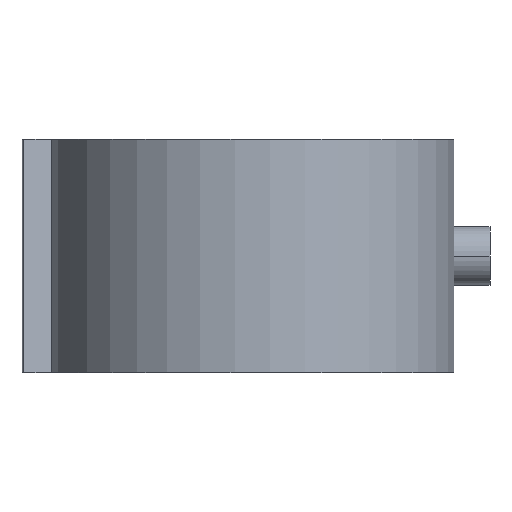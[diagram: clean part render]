
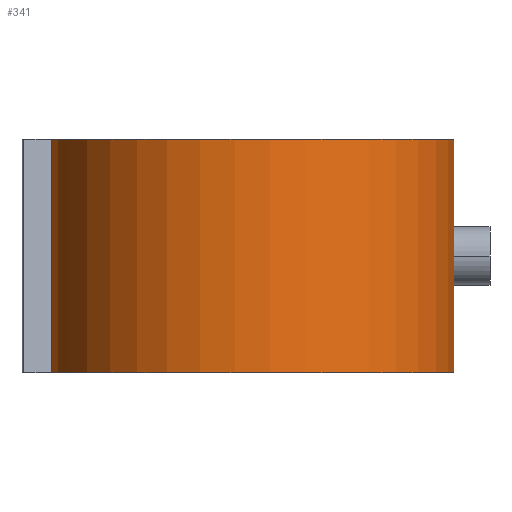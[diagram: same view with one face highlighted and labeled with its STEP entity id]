
A CAD part, front view. The second image highlights one B-rep face of the part: STEP entity #341.
In plain terms, the highlighted cylindrical face has radius 110.667 mm (diameter 221.333 mm), a partial arc.
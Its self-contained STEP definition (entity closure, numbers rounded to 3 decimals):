
#205 = VERTEX_POINT( '', #571 );
#289 = EDGE_CURVE( '', #455, #407, #664, .T. );
#293 = VERTEX_POINT( '', #668 );
#325 = EDGE_CURVE( '', #205, #293, #701, .T. );
#341 = ADVANCED_FACE( '', ( #719 ), #720, .T. );
#407 = VERTEX_POINT( '', #797 );
#429 = EDGE_CURVE( '', #293, #407, #820, .T. );
#455 = VERTEX_POINT( '', #847 );
#523 = EDGE_CURVE( '', #455, #205, #919, .T. );
#571 = CARTESIAN_POINT( '', ( -110.249, -9.6, -64. ) );
#664 = CIRCLE( '', #1124, 110.667 );
#668 = CARTESIAN_POINT( '', ( 110.249, 9.6, -64. ) );
#701 = CIRCLE( '', #1232, 110.667 );
#719 = FACE_OUTER_BOUND( '', #1281, .T. );
#720 = CYLINDRICAL_SURFACE( '', #1282, 110.667 );
#797 = CARTESIAN_POINT( '', ( 110.249, 9.6, 64. ) );
#820 = LINE( '', #1595, #1596 );
#847 = CARTESIAN_POINT( '', ( -110.249, -9.6, 64. ) );
#919 = LINE( '', #1820, #1821 );
#1124 = AXIS2_PLACEMENT_3D( '', #2022, #2023, #2024 );
#1232 = AXIS2_PLACEMENT_3D( '', #2051, #2052, #2053 );
#1281 = EDGE_LOOP( '', ( #2077, #2078, #2079, #2080 ) );
#1282 = AXIS2_PLACEMENT_3D( '', #2081, #2082, #2083 );
#1595 = CARTESIAN_POINT( '', ( 110.249, 9.6, 64. ) );
#1596 = VECTOR( '', #2216, 1. );
#1820 = CARTESIAN_POINT( '', ( -110.249, -9.6, 64. ) );
#1821 = VECTOR( '', #2296, 1. );
#2022 = CARTESIAN_POINT( '', ( 0., 0., 64. ) );
#2023 = DIRECTION( '', ( 0., 0., 1. ) );
#2024 = DIRECTION( '', ( -0.996, -0.087, 0. ) );
#2051 = CARTESIAN_POINT( '', ( 0., 0., -64. ) );
#2052 = DIRECTION( '', ( 0., 0., 1. ) );
#2053 = DIRECTION( '', ( -0.996, -0.087, 0. ) );
#2077 = ORIENTED_EDGE( '', *, *, #429, .T. );
#2078 = ORIENTED_EDGE( '', *, *, #289, .F. );
#2079 = ORIENTED_EDGE( '', *, *, #523, .T. );
#2080 = ORIENTED_EDGE( '', *, *, #325, .T. );
#2081 = CARTESIAN_POINT( '', ( 0., 0., 64. ) );
#2082 = DIRECTION( '', ( 0., 0., 1. ) );
#2083 = DIRECTION( '', ( -0.996, -0.087, 0. ) );
#2216 = DIRECTION( '', ( 0., 0., 1. ) );
#2296 = DIRECTION( '', ( 0., 0., -1. ) );
